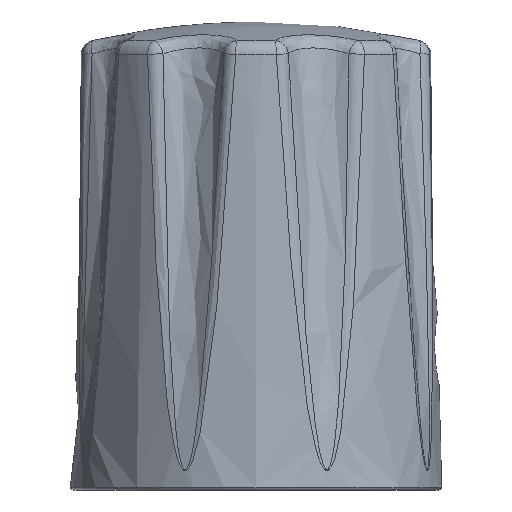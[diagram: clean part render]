
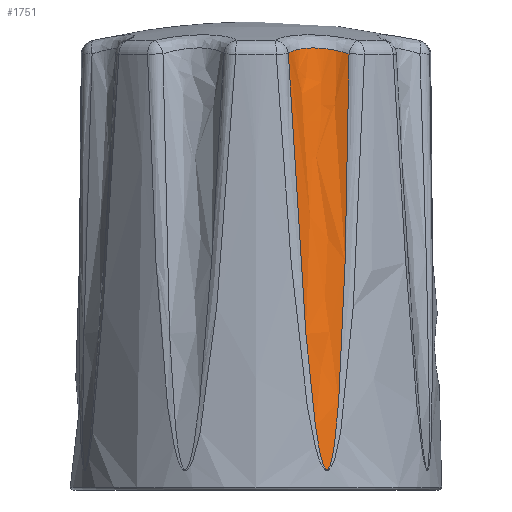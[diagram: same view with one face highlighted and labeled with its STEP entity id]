
A CAD part, left-side view. The second image highlights one B-rep face of the part: STEP entity #1751.
In plain terms, the highlighted free-form (B-spline) face has degree [3, 1] with [34, 2] control points.
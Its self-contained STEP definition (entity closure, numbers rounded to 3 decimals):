
#1608=CARTESIAN_POINT('',(-4.744,-3.18,14.91));
#1609=VERTEX_POINT('',#1608);
#1610=CARTESIAN_POINT('',(-5.604,-1.106,14.91));
#1611=VERTEX_POINT('',#1610);
#1612=CARTESIAN_POINT('',(-4.744,-3.18,14.91));
#1613=CARTESIAN_POINT('',(-4.706,-3.104,14.935));
#1614=CARTESIAN_POINT('',(-4.673,-3.023,14.959));
#1615=CARTESIAN_POINT('',(-4.6,-2.79,15.02));
#1616=CARTESIAN_POINT('',(-4.577,-2.628,15.052));
#1617=CARTESIAN_POINT('',(-4.584,-2.307,15.096));
#1618=CARTESIAN_POINT('',(-4.614,-2.146,15.11));
#1619=CARTESIAN_POINT('',(-4.706,-1.899,15.113));
#1620=CARTESIAN_POINT('',(-4.754,-1.804,15.111));
#1621=CARTESIAN_POINT('',(-4.903,-1.571,15.092));
#1622=CARTESIAN_POINT('',(-5.021,-1.443,15.068));
#1623=CARTESIAN_POINT('',(-5.292,-1.238,15.002));
#1624=CARTESIAN_POINT('',(-5.447,-1.157,14.959));
#1625=CARTESIAN_POINT('',(-5.604,-1.106,14.91));
#1626=B_SPLINE_CURVE_WITH_KNOTS('',3,(#1612,#1613,#1614,#1615,#1616,#1617,#1618,#1619,#1620,#1621,
    #1622,#1623,#1624,#1625),.UNSPECIFIED.,.F.,.U.,
 (4,2,2,2,2,2,4),(0.0,0.102,0.29,0.478,0.6,0.801,1.0),.UNSPECIFIED.);
#1627=EDGE_CURVE('n� 921',#1609,#1611,#1626,.T.);
#1628=ORIENTED_EDGE('',*,*,#1627,.T.);
#1629=CARTESIAN_POINT('',(-5.604,-1.106,14.91));
#1630=CARTESIAN_POINT('',(-5.605,-1.107,14.876));
#1631=CARTESIAN_POINT('',(-5.606,-1.109,14.842));
#1632=CARTESIAN_POINT('',(-5.653,-1.175,13.51));
#1633=CARTESIAN_POINT('',(-5.695,-1.244,12.214));
#1634=CARTESIAN_POINT('',(-5.776,-1.396,9.621));
#1635=CARTESIAN_POINT('',(-5.813,-1.478,8.325));
#1636=CARTESIAN_POINT('',(-5.87,-1.642,6.088));
#1637=CARTESIAN_POINT('',(-5.891,-1.717,5.146));
#1638=CARTESIAN_POINT('',(-5.916,-1.856,3.669));
#1639=CARTESIAN_POINT('',(-5.924,-1.911,3.132));
#1640=CARTESIAN_POINT('',(-5.928,-2.015,2.293));
#1641=CARTESIAN_POINT('',(-5.929,-2.057,1.99));
#1642=CARTESIAN_POINT('',(-5.922,-2.136,1.52));
#1643=CARTESIAN_POINT('',(-5.919,-2.167,1.351));
#1644=CARTESIAN_POINT('',(-5.908,-2.227,1.093));
#1645=CARTESIAN_POINT('',(-5.904,-2.251,1.001));
#1646=CARTESIAN_POINT('',(-5.892,-2.298,0.865));
#1647=CARTESIAN_POINT('',(-5.887,-2.317,0.817));
#1648=CARTESIAN_POINT('',(-5.876,-2.351,0.758));
#1649=CARTESIAN_POINT('',(-5.873,-2.362,0.742));
#1650=CARTESIAN_POINT('',(-5.865,-2.382,0.72));
#1651=CARTESIAN_POINT('',(-5.862,-2.391,0.712));
#1652=CARTESIAN_POINT('',(-5.856,-2.408,0.703));
#1653=CARTESIAN_POINT('',(-5.853,-2.416,0.701));
#1654=CARTESIAN_POINT('',(-5.846,-2.431,0.7));
#1655=CARTESIAN_POINT('',(-5.843,-2.439,0.702));
#1656=CARTESIAN_POINT('',(-5.836,-2.455,0.71));
#1657=CARTESIAN_POINT('',(-5.832,-2.464,0.717));
#1658=CARTESIAN_POINT('',(-5.821,-2.486,0.741));
#1659=CARTESIAN_POINT('',(-5.815,-2.498,0.76));
#1660=CARTESIAN_POINT('',(-5.792,-2.542,0.847));
#1661=CARTESIAN_POINT('',(-5.778,-2.564,0.927));
#1662=CARTESIAN_POINT('',(-5.736,-2.629,1.192));
#1663=CARTESIAN_POINT('',(-5.713,-2.658,1.387));
#1664=CARTESIAN_POINT('',(-5.669,-2.711,1.776));
#1665=CARTESIAN_POINT('',(-5.649,-2.733,1.972));
#1666=CARTESIAN_POINT('',(-5.592,-2.791,2.558));
#1667=CARTESIAN_POINT('',(-5.557,-2.821,2.951));
#1668=CARTESIAN_POINT('',(-5.491,-2.875,3.736));
#1669=CARTESIAN_POINT('',(-5.46,-2.898,4.129));
#1670=CARTESIAN_POINT('',(-5.368,-2.959,5.309));
#1671=CARTESIAN_POINT('',(-5.311,-2.991,6.098));
#1672=CARTESIAN_POINT('',(-5.145,-3.071,8.461));
#1673=CARTESIAN_POINT('',(-5.043,-3.107,10.038));
#1674=CARTESIAN_POINT('',(-4.876,-3.154,12.713));
#1675=CARTESIAN_POINT('',(-4.809,-3.169,13.811));
#1676=CARTESIAN_POINT('',(-4.744,-3.18,14.91));
#1677=B_SPLINE_CURVE_WITH_KNOTS('',3,(#1629,#1630,#1631,#1632,#1633,#1634,#1635,#1636,#1637,#1638,
    #1639,#1640,#1641,#1642,#1643,#1644,#1645,#1646,#1647,#1648,
    #1649,#1650,#1651,#1652,#1653,#1654,#1655,#1656,#1657,#1658,
    #1659,#1660,#1661,#1662,#1663,#1664,#1665,#1666,#1667,#1668,
    #1669,#1670,#1671,#1672,#1673,#1674,#1675,#1676),.UNSPECIFIED.,.F.,.U.,
 (4,2,2,2,2,2,2,2,2,2,2,2,2,2,2,2,2,2,2,2,
  2,2,2,4),
 (0.0,0.004,0.139,0.274,0.373,0.429,0.461,0.479,0.489,0.495,0.497,0.499,0.5,0.501,0.503,0.505,0.514,0.535,0.556,0.597,
  0.638,0.721,0.885,1.0),.UNSPECIFIED.);
#1678=EDGE_CURVE('n� 925',#1611,#1609,#1677,.T.);
#1679=ORIENTED_EDGE('',*,*,#1678,.T.);
#1680=EDGE_LOOP('',(#1628,#1679));
#1681=FACE_OUTER_BOUND('',#1680,.T.);
#1682=CARTESIAN_POINT('',(-8.272,-1.885,0.0));
#1683=CARTESIAN_POINT('',(-7.046,-1.407,16.0));
#1684=CARTESIAN_POINT('',(-8.366,-1.967,0.0));
#1685=CARTESIAN_POINT('',(-7.136,-1.494,16.0));
#1686=CARTESIAN_POINT('',(-8.463,-2.071,0.0));
#1687=CARTESIAN_POINT('',(-7.227,-1.603,16.0));
#1688=CARTESIAN_POINT('',(-8.637,-2.339,0.0));
#1689=CARTESIAN_POINT('',(-7.386,-1.88,16.0));
#1690=CARTESIAN_POINT('',(-8.714,-2.505,0.0));
#1691=CARTESIAN_POINT('',(-7.454,-2.05,16.0));
#1692=CARTESIAN_POINT('',(-8.799,-2.896,0.0));
#1693=CARTESIAN_POINT('',(-7.518,-2.445,16.0));
#1694=CARTESIAN_POINT('',(-8.806,-3.122,0.0));
#1695=CARTESIAN_POINT('',(-7.512,-2.671,16.0));
#1696=CARTESIAN_POINT('',(-8.702,-3.581,0.0));
#1697=CARTESIAN_POINT('',(-7.384,-3.123,16.0));
#1698=CARTESIAN_POINT('',(-8.59,-3.812,0.0));
#1699=CARTESIAN_POINT('',(-7.259,-3.348,16.0));
#1700=CARTESIAN_POINT('',(-8.263,-4.19,0.0));
#1701=CARTESIAN_POINT('',(-6.912,-3.708,16.0));
#1702=CARTESIAN_POINT('',(-8.051,-4.335,0.0));
#1703=CARTESIAN_POINT('',(-6.693,-3.841,16.0));
#1704=CARTESIAN_POINT('',(-7.612,-4.504,0.0));
#1705=CARTESIAN_POINT('',(-6.245,-3.987,16.0));
#1706=CARTESIAN_POINT('',(-7.387,-4.53,0.0));
#1707=CARTESIAN_POINT('',(-6.02,-4.001,16.0));
#1708=CARTESIAN_POINT('',(-6.988,-4.503,0.0));
#1709=CARTESIAN_POINT('',(-5.623,-3.952,16.0));
#1710=CARTESIAN_POINT('',(-6.813,-4.451,0.0));
#1711=CARTESIAN_POINT('',(-5.451,-3.89,16.0));
#1712=CARTESIAN_POINT('',(-6.522,-4.318,0.0));
#1713=CARTESIAN_POINT('',(-5.167,-3.742,16.0));
#1714=CARTESIAN_POINT('',(-6.405,-4.237,0.0));
#1715=CARTESIAN_POINT('',(-5.055,-3.655,16.0));
#1716=CARTESIAN_POINT('',(-6.216,-4.073,0.0));
#1717=CARTESIAN_POINT('',(-4.875,-3.481,16.0));
#1718=CARTESIAN_POINT('',(-6.119,-3.97,0.0));
#1719=CARTESIAN_POINT('',(-4.783,-3.372,16.0));
#1720=CARTESIAN_POINT('',(-5.945,-3.701,0.0));
#1721=CARTESIAN_POINT('',(-4.624,-3.095,16.0));
#1722=CARTESIAN_POINT('',(-5.868,-3.535,0.0));
#1723=CARTESIAN_POINT('',(-4.557,-2.925,16.0));
#1724=CARTESIAN_POINT('',(-5.783,-3.144,0.0));
#1725=CARTESIAN_POINT('',(-4.493,-2.53,16.0));
#1726=CARTESIAN_POINT('',(-5.776,-2.918,0.0));
#1727=CARTESIAN_POINT('',(-4.498,-2.304,16.0));
#1728=CARTESIAN_POINT('',(-5.88,-2.46,0.0));
#1729=CARTESIAN_POINT('',(-4.626,-1.851,16.0));
#1730=CARTESIAN_POINT('',(-5.993,-2.229,0.0));
#1731=CARTESIAN_POINT('',(-4.751,-1.627,16.0));
#1732=CARTESIAN_POINT('',(-6.319,-1.85,0.0));
#1733=CARTESIAN_POINT('',(-5.098,-1.267,16.0));
#1734=CARTESIAN_POINT('',(-6.532,-1.705,0.0));
#1735=CARTESIAN_POINT('',(-5.318,-1.134,16.0));
#1736=CARTESIAN_POINT('',(-6.971,-1.536,0.0));
#1737=CARTESIAN_POINT('',(-5.765,-0.988,16.0));
#1738=CARTESIAN_POINT('',(-7.195,-1.51,0.0));
#1739=CARTESIAN_POINT('',(-5.991,-0.974,16.0));
#1740=CARTESIAN_POINT('',(-7.594,-1.537,0.0));
#1741=CARTESIAN_POINT('',(-6.388,-1.023,16.0));
#1742=CARTESIAN_POINT('',(-7.769,-1.589,0.0));
#1743=CARTESIAN_POINT('',(-6.56,-1.085,16.0));
#1744=CARTESIAN_POINT('',(-8.06,-1.722,0.0));
#1745=CARTESIAN_POINT('',(-6.843,-1.233,16.0));
#1746=CARTESIAN_POINT('',(-8.177,-1.803,0.0));
#1747=CARTESIAN_POINT('',(-6.956,-1.32,16.0));
#1748=CARTESIAN_POINT('',(-8.272,-1.885,0.0));
#1749=CARTESIAN_POINT('',(-7.046,-1.407,16.0));
#1750=B_SPLINE_SURFACE_WITH_KNOTS('',3,1,((#1682,#1683),(#1684,#1685),(#1686,#1687),(#1688,#1689),(#1690,#1691),(#1692,#1693),(#1694,#1695),(#1696,#1697),(#1698,#1699),(#1700,#1701),(#1702,#1703),
    (#1704,#1705),(#1706,#1707),(#1708,#1709),(#1710,#1711),(#1712,#1713),(#1714,#1715),(#1716,#1717),(#1718,#1719),(#1720,#1721),(#1722,#1723),(#1724,#1725),(#1726,#1727),(#1728,#1729),(#1730,#1731),(#1732,#1733),(#1734,#1735),(#1736,#1737),(#1738,#1739),(#1740,#1741),
    (#1742,#1743),(#1744,#1745),(#1746,#1747),(#1748,#1749)),.UNSPECIFIED.,.T.,.F.,.U.,
 (4,2,2,2,2,2,2,2,2,2,2,2,2,2,2,2,4),(2,2),(0.0,0.063,0.125,0.188,0.25,0.313,0.375,0.438,0.5,0.563,
    0.625,0.688,0.75,0.813,0.875,0.938,1.0),(0.0,1.0),.UNSPECIFIED.);
#1751=ADVANCED_FACE('n� 357',(#1681),#1750,.F.);
